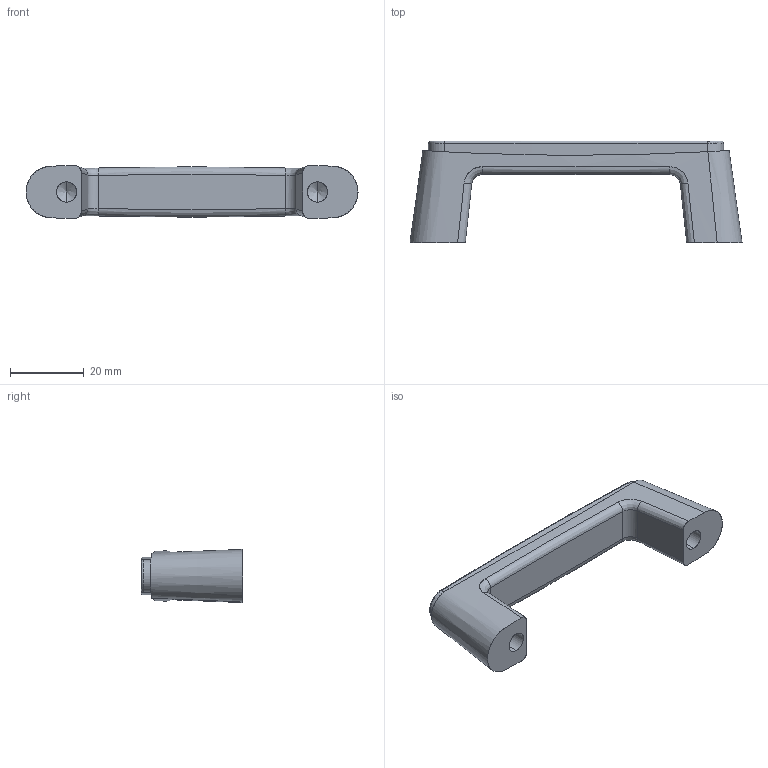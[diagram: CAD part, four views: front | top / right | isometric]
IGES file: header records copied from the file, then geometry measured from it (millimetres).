
Start section: SolidWorks IGES file using analytic representation for surfaces
Global section: file name: A-178-7.IGS; native system: SolidWorks 2006 by SolidWorks Corporation; preprocessor: SolidWorks 2006 by SolidWorks Corporation; author: 6sw; date: 070130.095503; units: millimetre
Bounding box: 90 x 27.5 x 14.42 mm (x, y, z)
Surface area: 7923.5 mm2 (no closed solid volume)
Topology: 0 solids, 0 shells, 40 faces, 488 edges, 484 vertices
Faces by surface type: bspline 24, revolution 16
